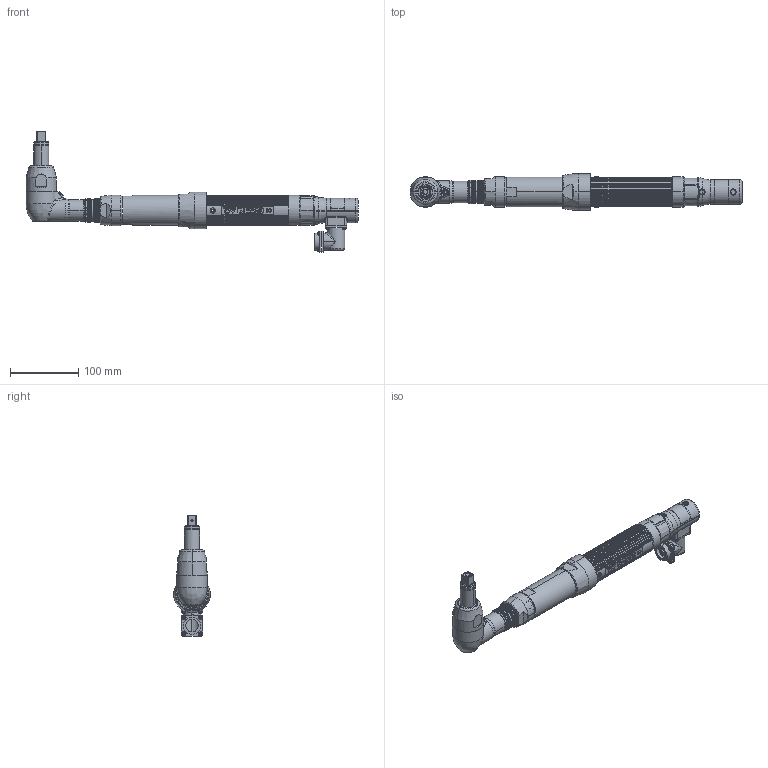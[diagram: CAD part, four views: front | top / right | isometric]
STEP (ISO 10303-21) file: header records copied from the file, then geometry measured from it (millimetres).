
FILE_DESCRIPTION((''),'2;1');
FILE_NAME('EB34MA22AF1-115','2012-08-08T',('EJF1116'),(''),'PRO/ENGINEER BY PARAMETRIC TECHNOLOGY CORPORATION, 2010430','PRO/ENGINEER BY PARAMETRIC TECHNOLOGY CORPORATION, 2010430','');
FILE_SCHEMA(('CONFIG_CONTROL_DESIGN'));
Length unit declared in the file: inch
Products named in the file (1): EB34MA22AF1-115
Bounding box: 485.05 x 53.48 x 176.24 mm (x, y, z)
Surface area: 109638.2 mm2 (no closed solid volume)
Topology: 0 solids, 147 shells, 651 faces, 3693 edges, 3067 vertices
Faces by surface type: cylinder 324, plane 211, bspline 43, torus 40, cone 31, extrusion 2
Entity records: 42299 total; most frequent: CARTESIAN_POINT 16270, DIRECTION 4855, ORIENTED_EDGE 4588, EDGE_CURVE 3693, VERTEX_POINT 3067, VECTOR 1713, LINE 1711, AXIS2_PLACEMENT_3D 1571
